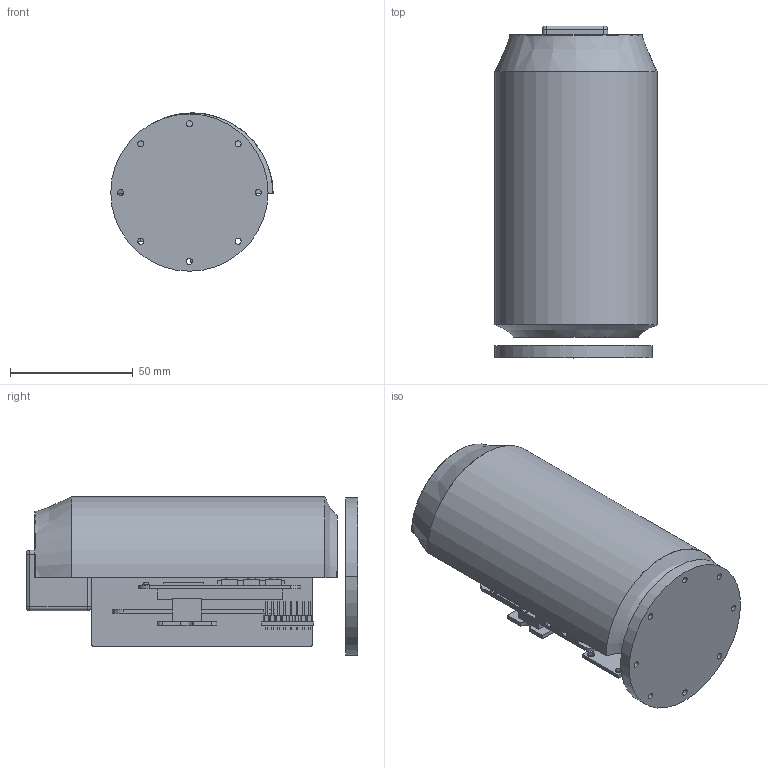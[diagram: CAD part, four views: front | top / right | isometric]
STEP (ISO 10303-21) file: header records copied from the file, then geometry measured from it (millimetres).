
FILE_DESCRIPTION (( 'STEP AP214' ), '1' );
FILE_NAME ('Diseño Cansat.STEP', '2023-04-24T02:39:54', ( '' ), ( '' ), 'SwSTEP 2.0', 'SolidWorks 2019', '' );
FILE_SCHEMA (( 'AUTOMOTIVE_DESIGN' ));
Length unit declared in the file: millimetre
Products named in the file (27): adafruit_radio.STEP; mpu; adafruit_bmp280_placa; Diseño Cansat; sht30; adafruit_rfm69_chip.STEP; pin_std.STEP; pin_std_2.STEP; pinesx20.STEP; modulo_A; raspberry_pi_zero; raspberry_pi_zero_placa.STEP; adafruit_rfm69_antenna.STEP; mpu.STEP; adafruit_rfm69_boton.STEP; raspberry_pi_zero_disipador.STEP; adafruit_rfm69_lcd.STEP; SD_card.STEP; adafruit_rfm69_socket.STEP; mitadlata; raspberry_pi_zero.STEP; mpu_placa.STEP; adafruit_radio_bonnet.STEP; BMM150; pcb; camara; adafruit_radio_bonnet
Assembly tree (74 placements, depth 5):
  Diseño Cansat
    mitadlata
    pcb
    camara
    adafruit_bmp280_placa
    mpu
      mpu.STEP
        mpu_placa.STEP
        pin_std.STEP  x8
    BMM150
    adafruit_radio_bonnet
      adafruit_radio_bonnet.STEP
        adafruit_radio.STEP
        adafruit_rfm69_antenna.STEP
        adafruit_rfm69_boton.STEP  x3
        adafruit_rfm69_lcd.STEP
        adafruit_rfm69_chip.STEP
        adafruit_rfm69_socket.STEP
    raspberry_pi_zero
      raspberry_pi_zero.STEP
        pinesx20.STEP
          pin_std_2.STEP  x40
        raspberry_pi_zero_placa.STEP
        raspberry_pi_zero_disipador.STEP
        SD_card.STEP
    sht30
    modulo_A
Bounding box: 66.08 x 135.02 x 64.47 mm (x, y, z)
Volume: 53659.2 mm3; surface area: 72206.2 mm2
Topology: 67 solids, 67 shells, 1588 faces, 3979 edges, 2633 vertices
Faces by surface type: plane 1071, cylinder 499, sphere 10, bspline 4, torus 4
Entity records: 28199 total; most frequent: DIRECTION 4911, CARTESIAN_POINT 4630, ORIENTED_EDGE 4382, EDGE_CURVE 2191, AXIS2_PLACEMENT_3D 1842, VERTEX_POINT 1447, EDGE_LOOP 1246, LINE 1227
